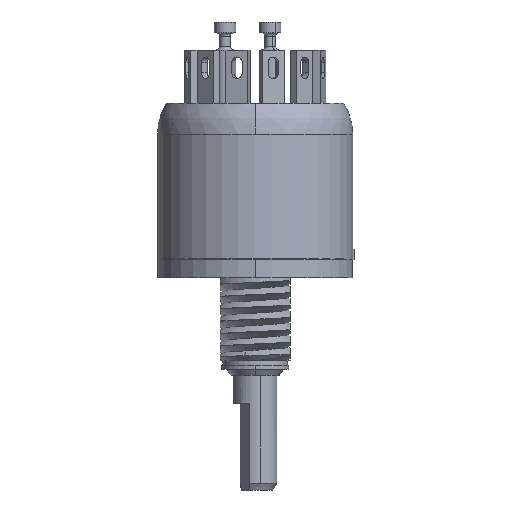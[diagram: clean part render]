
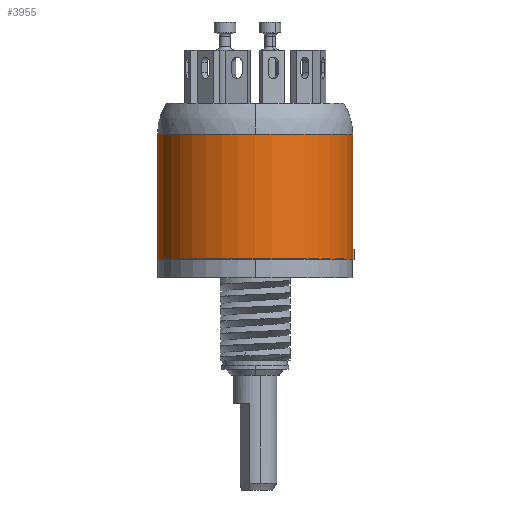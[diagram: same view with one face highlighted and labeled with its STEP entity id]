
A CAD part, front view. The second image highlights one B-rep face of the part: STEP entity #3955.
In plain terms, the highlighted cylindrical face has radius 7.163 mm (diameter 14.326 mm), a partial arc.
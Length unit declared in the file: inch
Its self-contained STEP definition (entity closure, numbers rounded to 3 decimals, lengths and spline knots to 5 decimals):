
#1534=CARTESIAN_POINT('',(0.,0.,0.325));
#1535=DIRECTION('',(0.,0.,-1.));
#1536=DIRECTION('',(0.,-1.,0.));
#1537=AXIS2_PLACEMENT_3D('',#1534,#1535,#1536);
#1539=CARTESIAN_POINT('',(0.,0.,0.325));
#1540=DIRECTION('',(0.,0.,-1.));
#1541=DIRECTION('',(1.,0.,0.));
#1542=AXIS2_PLACEMENT_3D('',#1539,#1540,#1541);
#1544=DIRECTION('',(0.,0.,-1.));
#1545=VECTOR('',#1544,0.03);
#1546=CARTESIAN_POINT('',(0.282,0.,-0.008));
#1547=LINE('',#1546,#1545);
#1548=CARTESIAN_POINT('',(0.,0.,-0.038));
#1549=DIRECTION('',(0.,0.,-1.));
#1550=DIRECTION('',(1.,0.,0.));
#1551=AXIS2_PLACEMENT_3D('',#1548,#1549,#1550);
#1558=DIRECTION('',(0.,0.,-1.));
#1559=VECTOR('',#1558,0.363);
#1560=CARTESIAN_POINT('',(-0.282,0.,0.325));
#1561=LINE('',#1560,#1559);
#1572=DIRECTION('',(0.,0.,-1.));
#1573=VECTOR('',#1572,0.333);
#1574=CARTESIAN_POINT('',(0.282,0.,0.325));
#1575=LINE('',#1574,#1573);
#1781=CARTESIAN_POINT('',(0.282,0.,-0.008));
#1783=VERTEX_POINT('',#1781);
#1792=CARTESIAN_POINT('',(0.282,0.,-0.038));
#1793=CARTESIAN_POINT('',(-0.282,0.,-0.038));
#1794=VERTEX_POINT('',#1792);
#1795=VERTEX_POINT('',#1793);
#1912=CARTESIAN_POINT('',(0.,-0.282,0.325));
#1913=CARTESIAN_POINT('',(-0.282,0.,0.325));
#1914=VERTEX_POINT('',#1912);
#1915=VERTEX_POINT('',#1913);
#1916=CARTESIAN_POINT('',(0.282,0.,0.325));
#1917=VERTEX_POINT('',#1916);
#3937=CARTESIAN_POINT('',(0.,0.,0.45225));
#3938=DIRECTION('',(0.,0.,-1.));
#3939=DIRECTION('',(1.,0.,0.));
#3940=AXIS2_PLACEMENT_3D('',#3937,#3938,#3939);
#3941=CYLINDRICAL_SURFACE('',#3940,0.282);
#3943=ORIENTED_EDGE('',*,*,#3942,.F.);
#3945=ORIENTED_EDGE('',*,*,#3944,.F.);
#3947=ORIENTED_EDGE('',*,*,#3946,.T.);
#3949=ORIENTED_EDGE('',*,*,#3948,.T.);
#3950=ORIENTED_EDGE('',*,*,#3800,.T.);
#3952=ORIENTED_EDGE('',*,*,#3951,.F.);
#3953=EDGE_LOOP('',(#3943,#3945,#3947,#3949,#3950,#3952));
#3954=FACE_OUTER_BOUND('',#3953,.F.);
#3955=ADVANCED_FACE('',(#3954),#3941,.T.);
#1538=CIRCLE('',#1537,0.282);
#1543=CIRCLE('',#1542,0.282);
#1552=CIRCLE('',#1551,0.282);
#3800=EDGE_CURVE('',#1794,#1795,#1552,.T.);
#3942=EDGE_CURVE('',#1914,#1915,#1538,.T.);
#3944=EDGE_CURVE('',#1917,#1914,#1543,.T.);
#3946=EDGE_CURVE('',#1917,#1783,#1575,.T.);
#3948=EDGE_CURVE('',#1783,#1794,#1547,.T.);
#3951=EDGE_CURVE('',#1915,#1795,#1561,.T.);
